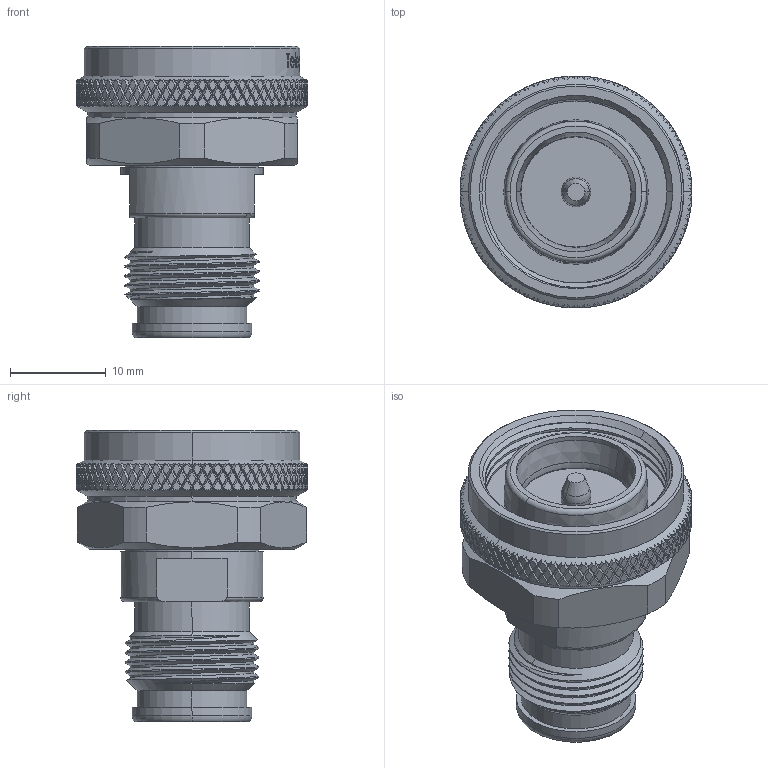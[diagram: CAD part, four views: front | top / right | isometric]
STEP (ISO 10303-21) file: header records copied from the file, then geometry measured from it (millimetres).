
FILE_DESCRIPTION (( 'STEP AP214' ), '1' );
FILE_NAME ('J01443A0007.STEP', '2018-08-02T08:35:53', ( '' ), ( '' ), 'SwSTEP 2.0', 'SolidWorks 2017', '' );
FILE_SCHEMA (( 'AUTOMOTIVE_DESIGN' ));
Length unit declared in the file: millimetre
Products named in the file (1): J01443A0007
Bounding box: 24.2 x 24.2 x 30.4 mm (x, y, z)
Volume: 6256.4 mm3; surface area: 3879.9 mm2
Topology: 1 solids, 1 shells, 1889 faces, 4445 edges, 2591 vertices
Faces by surface type: plane 1230, cylinder 443, bspline 89, cone 74, torus 53
Entity records: 82733 total; most frequent: CARTESIAN_POINT 24628, ORIENTED_EDGE 8886, DIRECTION 6451, EDGE_CURVE 4443, VERTEX_POINT 2591, AXIS2_PLACEMENT_3D 2387, EDGE_LOOP 1924, FACE_OUTER_BOUND 1889
